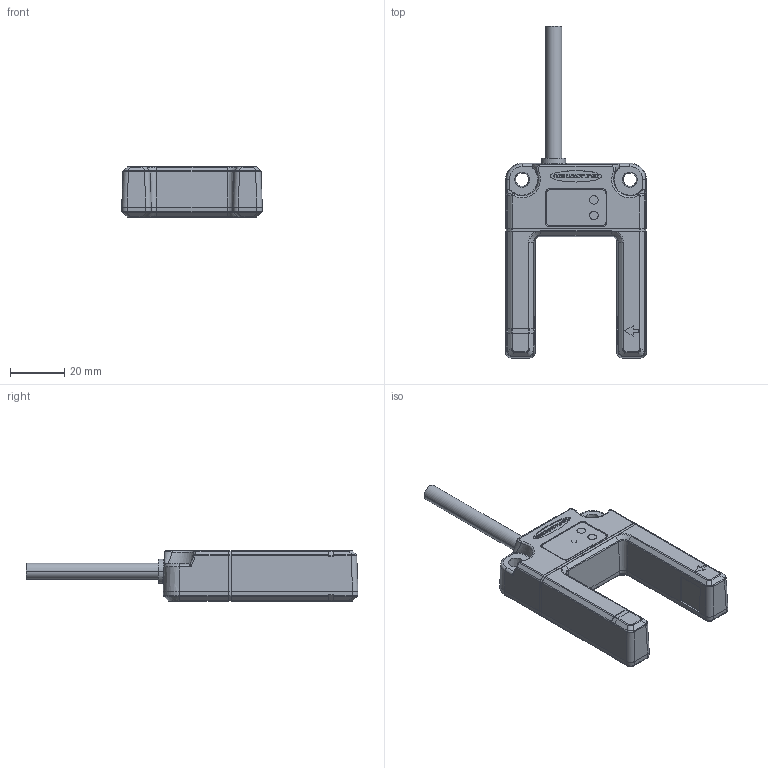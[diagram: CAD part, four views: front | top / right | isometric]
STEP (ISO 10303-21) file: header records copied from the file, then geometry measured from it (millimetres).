
FILE_DESCRIPTION((''),'2;1');
FILE_NAME('188676_ASM','2015-10-21T',('pdmadmin'),(''),'PRO/ENGINEER BY PARAMETRIC TECHNOLOGY CORPORATION, 2013230','PRO/ENGINEER BY PARAMETRIC TECHNOLOGY CORPORATION, 2013230','');
FILE_SCHEMA(('CONFIG_CONTROL_DESIGN'));
Length unit declared in the file: inch
Products named in the file (6): 59335; 55387; 55252; 51148; 55389; 188676_ASM
Assembly tree (6 placements, depth 2):
  188676_ASM
    59335
    55387  x2
    55252
    51148
    55389
Bounding box: 52.07 x 122.94 x 18.8 mm (x, y, z)
Volume: 22174.8 mm3; surface area: 23226.2 mm2
Topology: 6 solids, 6 shells, 1079 faces, 2760 edges, 1722 vertices
Faces by surface type: plane 447, cylinder 229, extrusion 123, bspline 120, cone 82, sphere 42, torus 36
Entity records: 39157 total; most frequent: CARTESIAN_POINT 14353, ORIENTED_EDGE 5472, DIRECTION 4537, EDGE_CURVE 2736, VERTEX_POINT 1706, VECTOR 1661, LINE 1538, AXIS2_PLACEMENT_3D 1438
